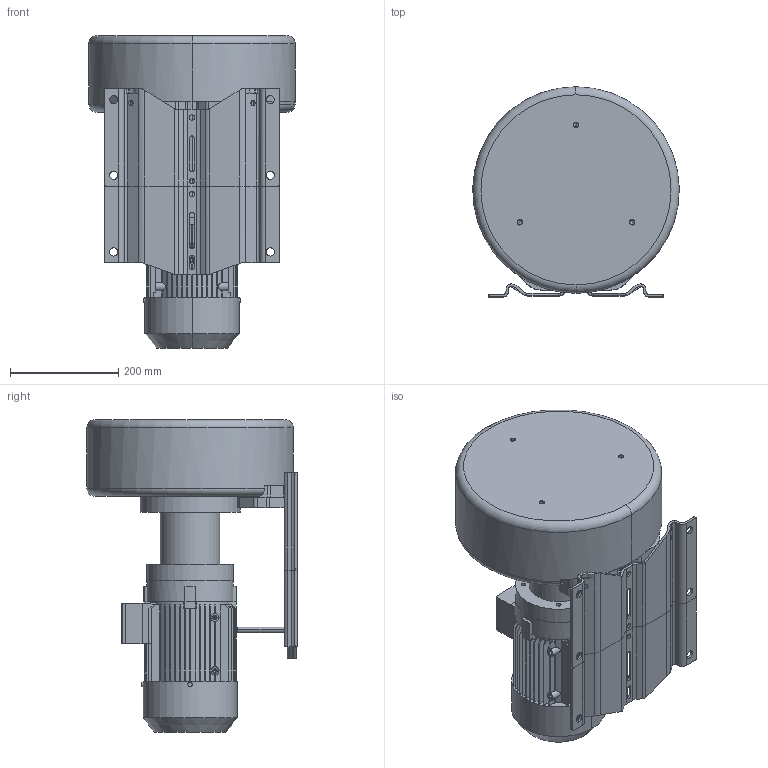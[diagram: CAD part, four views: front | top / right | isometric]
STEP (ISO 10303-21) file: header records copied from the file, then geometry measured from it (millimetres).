
FILE_DESCRIPTION((''),'2;1');
FILE_NAME('MD-000949_ASM','2014-03-20T',('rnennstiel'),('vacuvane vacuum technology gmbh'),'PRO/ENGINEER BY PARAMETRIC TECHNOLOGY CORPORATION, 2010140','PRO/ENGINEER BY PARAMETRIC TECHNOLOGY CORPORATION, 2010140','');
FILE_SCHEMA(('AUTOMOTIVE_DESIGN_CC2 { 1 2 10303 214 -1 1 5 2 }'));
Length unit declared in the file: millimetre
Products named in the file (8): MD-000946; MD-000227; MD-000939; MD-000940; MD-000941_ASM; MD-000943; MD-000366; MD-000949_ASM
Assembly tree (8 placements, depth 3):
  MD-000949_ASM
    MD-000946
    MD-000227
    MD-000941_ASM
      MD-000939
      MD-000940
    MD-000943
    MD-000366  x2
Bounding box: 382 x 389 x 579.2 mm (x, y, z)
Volume: 22908802.9 mm3; surface area: 1236363.3 mm2
Topology: 7 solids, 17 shells, 804 faces, 2269 edges, 1491 vertices
Faces by surface type: plane 367, cylinder 307, cone 127, torus 3
Entity records: 31799 total; most frequent: CARTESIAN_POINT 6588, DIRECTION 4333, ORIENTED_EDGE 4322, EDGE_CURVE 2179, AXIS2_PLACEMENT_3D 1601, VERTEX_POINT 1447, PRESENTATION_STYLE_ASSIGNMENT 1388, STYLED_ITEM 1372
